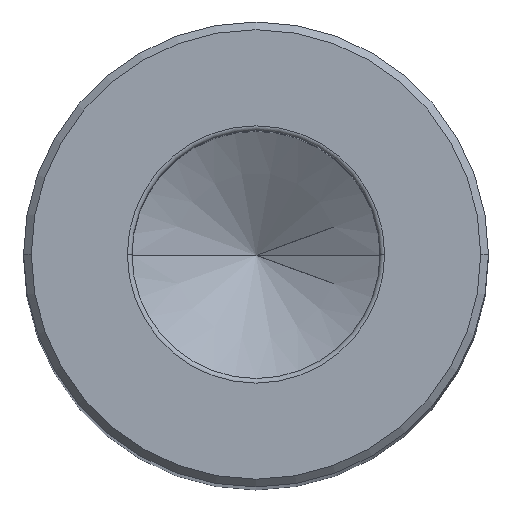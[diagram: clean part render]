
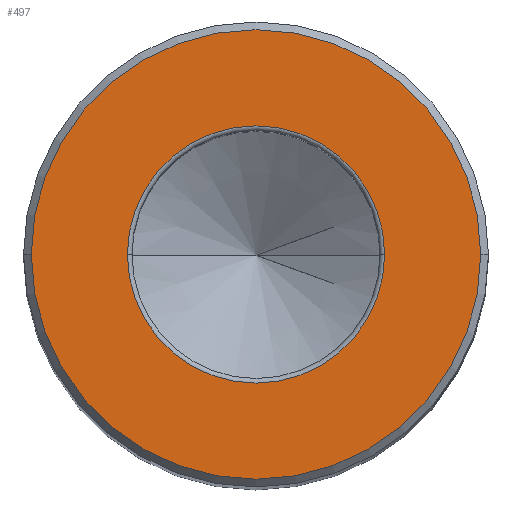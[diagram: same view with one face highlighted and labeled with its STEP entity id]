
A CAD part, top view. The second image highlights one B-rep face of the part: STEP entity #497.
In plain terms, the highlighted planar face has unit normal (0, 0, 1).
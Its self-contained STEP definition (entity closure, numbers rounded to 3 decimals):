
#9 = ORIENTED_EDGE ( 'NONE', *, *, #316, .T. ) ;
#13 = CARTESIAN_POINT ( 'NONE',  ( 0., 0., 0. ) ) ;
#17 = FACE_BOUND ( 'NONE', #270, .T. ) ;
#36 = CIRCLE ( 'NONE', #57, 8.3 ) ;
#55 = ORIENTED_EDGE ( 'NONE', *, *, #365, .T. ) ;
#57 = AXIS2_PLACEMENT_3D ( 'NONE', #13, #97, #549 ) ;
#97 = DIRECTION ( 'NONE',  ( 0., 0., -1. ) ) ;
#102 = CIRCLE ( 'NONE', #312, 14.5 ) ;
#135 = DIRECTION ( 'NONE',  ( 1., 0., 0. ) ) ;
#146 = AXIS2_PLACEMENT_3D ( 'NONE', #492, #625, #135 ) ;
#153 = EDGE_CURVE ( 'NONE', #178, #513, #452, .T. ) ;
#167 = CARTESIAN_POINT ( 'NONE',  ( 0., 0., 0. ) ) ;
#178 = VERTEX_POINT ( 'NONE', #334 ) ;
#195 = VERTEX_POINT ( 'NONE', #539 ) ;
#220 = FACE_OUTER_BOUND ( 'NONE', #475, .T. ) ;
#254 = VERTEX_POINT ( 'NONE', #583 ) ;
#270 = EDGE_LOOP ( 'NONE', ( #380, #9 ) ) ;
#307 = AXIS2_PLACEMENT_3D ( 'NONE', #593, #381, #483 ) ;
#312 = AXIS2_PLACEMENT_3D ( 'NONE', #401, #353, #544 ) ;
#316 = EDGE_CURVE ( 'NONE', #513, #178, #36, .T. ) ;
#334 = CARTESIAN_POINT ( 'NONE',  ( 8.3, 0., 0. ) ) ;
#348 = AXIS2_PLACEMENT_3D ( 'NONE', #167, #366, #553 ) ;
#353 = DIRECTION ( 'NONE',  ( 0., 0., 1. ) ) ;
#365 = EDGE_CURVE ( 'NONE', #254, #195, #102, .T. ) ;
#366 = DIRECTION ( 'NONE',  ( 0., 0., 1. ) ) ;
#380 = ORIENTED_EDGE ( 'NONE', *, *, #153, .T. ) ;
#381 = DIRECTION ( 'NONE',  ( 0., 0., 1. ) ) ;
#401 = CARTESIAN_POINT ( 'NONE',  ( 0., 0., 0. ) ) ;
#452 = CIRCLE ( 'NONE', #146, 8.3 ) ;
#475 = EDGE_LOOP ( 'NONE', ( #55, #510 ) ) ;
#477 = PLANE ( 'NONE',  #348 ) ;
#482 = CIRCLE ( 'NONE', #307, 14.5 ) ;
#483 = DIRECTION ( 'NONE',  ( 1., 0., 0. ) ) ;
#492 = CARTESIAN_POINT ( 'NONE',  ( 0., 0., 0. ) ) ;
#497 = ADVANCED_FACE ( 'NONE', ( #17, #220 ), #477, .T. ) ;
#510 = ORIENTED_EDGE ( 'NONE', *, *, #617, .T. ) ;
#513 = VERTEX_POINT ( 'NONE', #607 ) ;
#539 = CARTESIAN_POINT ( 'NONE',  ( 14.5, 0., 0. ) ) ;
#544 = DIRECTION ( 'NONE',  ( 1., 0., 0. ) ) ;
#549 = DIRECTION ( 'NONE',  ( 1., 0., 0. ) ) ;
#553 = DIRECTION ( 'NONE',  ( 1., 0., 0. ) ) ;
#583 = CARTESIAN_POINT ( 'NONE',  ( -14.5, 0., 0. ) ) ;
#593 = CARTESIAN_POINT ( 'NONE',  ( 0., 0., 0. ) ) ;
#607 = CARTESIAN_POINT ( 'NONE',  ( -8.3, 0., 0. ) ) ;
#617 = EDGE_CURVE ( 'NONE', #195, #254, #482, .T. ) ;
#625 = DIRECTION ( 'NONE',  ( 0., 0., -1. ) ) ;
